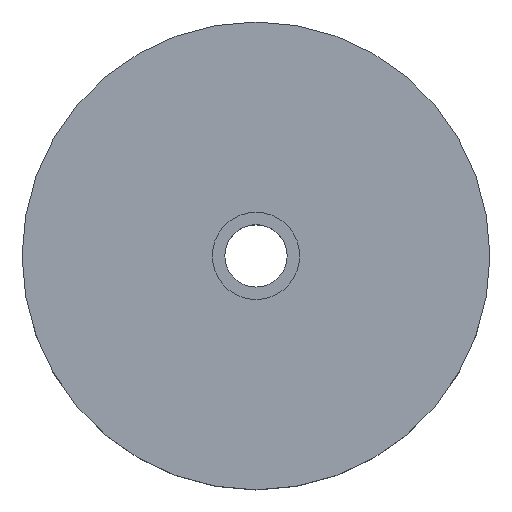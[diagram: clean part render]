
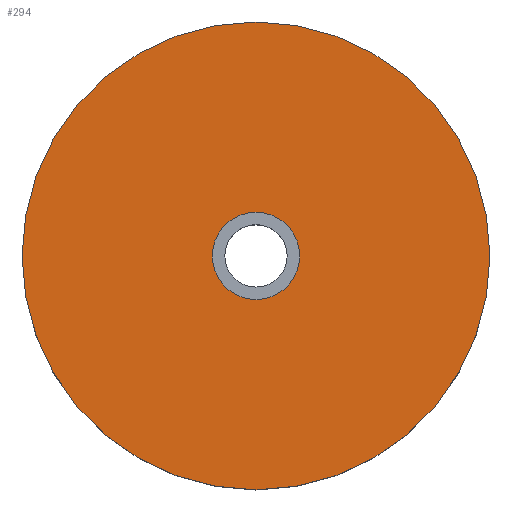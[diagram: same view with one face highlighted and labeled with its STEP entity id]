
A CAD part, top view. The second image highlights one B-rep face of the part: STEP entity #294.
In plain terms, the highlighted planar face has unit normal (0, 0, 1).
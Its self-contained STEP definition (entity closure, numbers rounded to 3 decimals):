
#5 = EDGE_CURVE ( 'NONE', #457, #79, #273, .T. ) ;
#13 = ORIENTED_EDGE ( 'NONE', *, *, #279, .T. ) ;
#22 = AXIS2_PLACEMENT_3D ( 'NONE', #439, #576, #238 ) ;
#44 = CARTESIAN_POINT ( 'NONE',  ( 0., 0., 18. ) ) ;
#45 = CIRCLE ( 'NONE', #196, 37.5 ) ;
#77 = FACE_BOUND ( 'NONE', #296, .T. ) ;
#79 = VERTEX_POINT ( 'NONE', #182 ) ;
#82 = CARTESIAN_POINT ( 'NONE',  ( -37.5, 0., 18. ) ) ;
#99 = VERTEX_POINT ( 'NONE', #324 ) ;
#100 = DIRECTION ( 'NONE',  ( 1., 0., 0. ) ) ;
#107 = AXIS2_PLACEMENT_3D ( 'NONE', #184, #278, #525 ) ;
#118 = EDGE_CURVE ( 'NONE', #99, #166, #332, .T. ) ;
#131 = CIRCLE ( 'NONE', #244, 7. ) ;
#138 = FACE_OUTER_BOUND ( 'NONE', #451, .T. ) ;
#143 = DIRECTION ( 'NONE',  ( 0., 0., 1. ) ) ;
#165 = CARTESIAN_POINT ( 'NONE',  ( 0., 0., 18. ) ) ;
#166 = VERTEX_POINT ( 'NONE', #82 ) ;
#167 = DIRECTION ( 'NONE',  ( 0., 0., 1. ) ) ;
#182 = CARTESIAN_POINT ( 'NONE',  ( -7., 0., 18. ) ) ;
#184 = CARTESIAN_POINT ( 'NONE',  ( 0., 0., 18. ) ) ;
#196 = AXIS2_PLACEMENT_3D ( 'NONE', #44, #143, #435 ) ;
#204 = CARTESIAN_POINT ( 'NONE',  ( 7., 0., 18. ) ) ;
#238 = DIRECTION ( 'NONE',  ( 1., 0., 0. ) ) ;
#244 = AXIS2_PLACEMENT_3D ( 'NONE', #550, #548, #100 ) ;
#254 = AXIS2_PLACEMENT_3D ( 'NONE', #165, #167, #358 ) ;
#258 = ORIENTED_EDGE ( 'NONE', *, *, #118, .T. ) ;
#273 = CIRCLE ( 'NONE', #254, 7. ) ;
#278 = DIRECTION ( 'NONE',  ( 0., 0., 1. ) ) ;
#279 = EDGE_CURVE ( 'NONE', #166, #99, #45, .T. ) ;
#294 = ADVANCED_FACE ( 'NONE', ( #77, #138 ), #534, .T. ) ;
#296 = EDGE_LOOP ( 'NONE', ( #512, #477 ) ) ;
#324 = CARTESIAN_POINT ( 'NONE',  ( 37.5, 0., 18. ) ) ;
#332 = CIRCLE ( 'NONE', #107, 37.5 ) ;
#358 = DIRECTION ( 'NONE',  ( 1., 0., 0. ) ) ;
#371 = EDGE_CURVE ( 'NONE', #79, #457, #131, .T. ) ;
#435 = DIRECTION ( 'NONE',  ( 1., 0., 0. ) ) ;
#439 = CARTESIAN_POINT ( 'NONE',  ( 0., 0., 18. ) ) ;
#451 = EDGE_LOOP ( 'NONE', ( #13, #258 ) ) ;
#457 = VERTEX_POINT ( 'NONE', #204 ) ;
#477 = ORIENTED_EDGE ( 'NONE', *, *, #371, .F. ) ;
#512 = ORIENTED_EDGE ( 'NONE', *, *, #5, .F. ) ;
#525 = DIRECTION ( 'NONE',  ( 1., 0., 0. ) ) ;
#534 = PLANE ( 'NONE',  #22 ) ;
#548 = DIRECTION ( 'NONE',  ( 0., 0., 1. ) ) ;
#550 = CARTESIAN_POINT ( 'NONE',  ( 0., 0., 18. ) ) ;
#576 = DIRECTION ( 'NONE',  ( 0., 0., 1. ) ) ;
